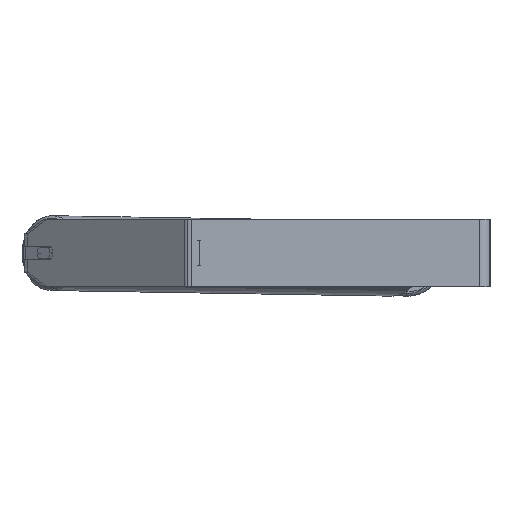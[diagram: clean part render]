
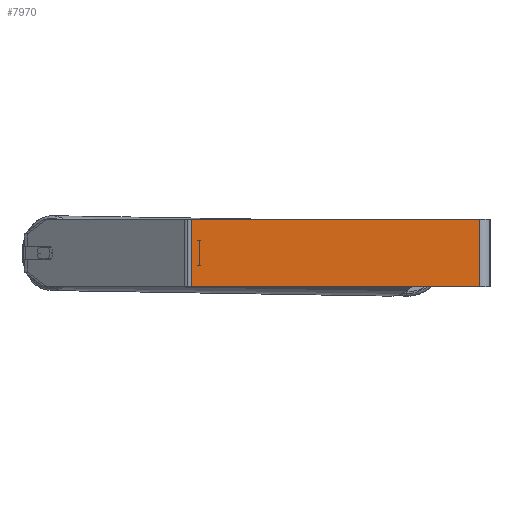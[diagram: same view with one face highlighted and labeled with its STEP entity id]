
A CAD part, left-side view. The second image highlights one B-rep face of the part: STEP entity #7970.
In plain terms, the highlighted planar face has unit normal (-1, 0, 0).
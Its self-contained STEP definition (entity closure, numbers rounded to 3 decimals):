
#24 = DIRECTION ( 'NONE',  ( 0., 0., -1. ) ) ;
#34 = ORIENTED_EDGE ( 'NONE', *, *, #6309, .F. ) ;
#89 = ORIENTED_EDGE ( 'NONE', *, *, #7310, .F. ) ;
#153 = VERTEX_POINT ( 'NONE', #8544 ) ;
#522 = VECTOR ( 'NONE', #844, 1000. ) ;
#821 = CARTESIAN_POINT ( 'NONE',  ( -1000., 355.42, -40. ) ) ;
#834 = VECTOR ( 'NONE', #4830, 1000. ) ;
#844 = DIRECTION ( 'NONE',  ( 0., -1., 0. ) ) ;
#2049 = ORIENTED_EDGE ( 'NONE', *, *, #6130, .T. ) ;
#2122 = CARTESIAN_POINT ( 'NONE',  ( -1000., 359.788, 40. ) ) ;
#2369 = VECTOR ( 'NONE', #5214, 1000. ) ;
#2503 = PLANE ( 'NONE',  #5078 ) ;
#3171 = FACE_OUTER_BOUND ( 'NONE', #7221, .T. ) ;
#3216 = DIRECTION ( 'NONE',  ( 1., 0., 0. ) ) ;
#3817 = LINE ( 'NONE', #5821, #4941 ) ;
#4353 = CARTESIAN_POINT ( 'NONE',  ( -1000., 359.788, -40. ) ) ;
#4415 = VERTEX_POINT ( 'NONE', #821 ) ;
#4427 = CARTESIAN_POINT ( 'NONE',  ( -1000., 12., 40. ) ) ;
#4582 = CARTESIAN_POINT ( 'NONE',  ( -1000., 12., 40. ) ) ;
#4830 = DIRECTION ( 'NONE',  ( 0., -1., 0. ) ) ;
#4941 = VECTOR ( 'NONE', #6499, 1000. ) ;
#5078 = AXIS2_PLACEMENT_3D ( 'NONE', #6706, #3216, #24 ) ;
#5214 = DIRECTION ( 'NONE',  ( 0., 0., -1. ) ) ;
#5821 = CARTESIAN_POINT ( 'NONE',  ( -1000., 355.42, 40. ) ) ;
#5869 = LINE ( 'NONE', #4427, #2369 ) ;
#6130 = EDGE_CURVE ( 'NONE', #4415, #153, #8323, .T. ) ;
#6309 = EDGE_CURVE ( 'NONE', #8357, #153, #5869, .T. ) ;
#6499 = DIRECTION ( 'NONE',  ( 0., 0., -1. ) ) ;
#6706 = CARTESIAN_POINT ( 'NONE',  ( -1000., 359.788, 40. ) ) ;
#7221 = EDGE_LOOP ( 'NONE', ( #2049, #34, #89, #7538 ) ) ;
#7256 = CARTESIAN_POINT ( 'NONE',  ( -1000., 355.42, 40. ) ) ;
#7310 = EDGE_CURVE ( 'NONE', #7532, #8357, #8150, .T. ) ;
#7532 = VERTEX_POINT ( 'NONE', #7256 ) ;
#7538 = ORIENTED_EDGE ( 'NONE', *, *, #7569, .T. ) ;
#7569 = EDGE_CURVE ( 'NONE', #7532, #4415, #3817, .T. ) ;
#7970 = ADVANCED_FACE ( 'NONE', ( #3171 ), #2503, .F. ) ;
#8150 = LINE ( 'NONE', #2122, #834 ) ;
#8323 = LINE ( 'NONE', #4353, #522 ) ;
#8357 = VERTEX_POINT ( 'NONE', #4582 ) ;
#8544 = CARTESIAN_POINT ( 'NONE',  ( -1000., 12., -40. ) ) ;
